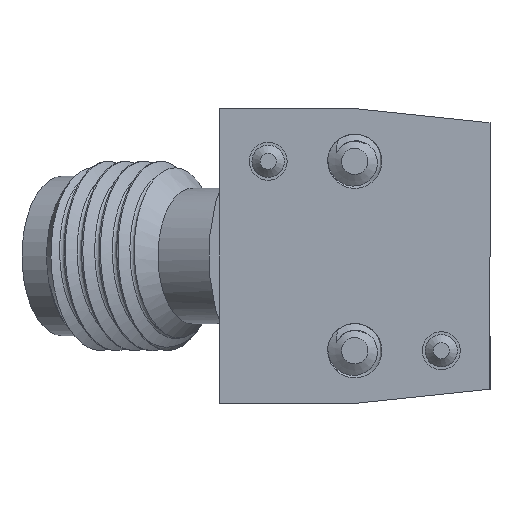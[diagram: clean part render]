
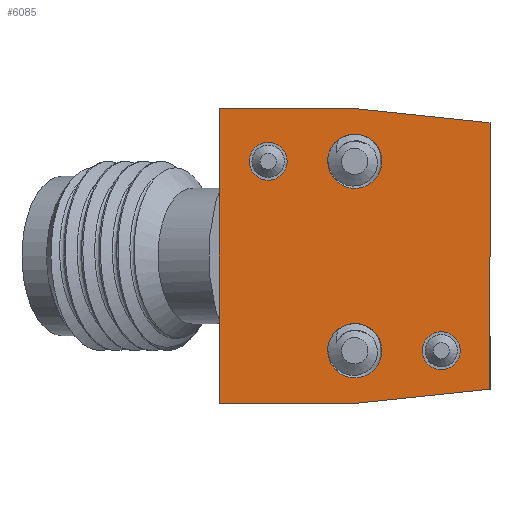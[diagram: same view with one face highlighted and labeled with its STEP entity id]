
A CAD part, front view. The second image highlights one B-rep face of the part: STEP entity #6085.
In plain terms, the highlighted planar face has unit normal (0, -1, 0).
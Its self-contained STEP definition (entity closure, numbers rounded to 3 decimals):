
#14 = CARTESIAN_POINT ( 'NONE',  ( 0., 0., -5.45 ) ) ;
#25 = ORIENTED_EDGE ( 'NONE', *, *, #600, .T. ) ;
#115 = DIRECTION ( 'NONE',  ( -1., 0., 0. ) ) ;
#141 = VECTOR ( 'NONE', #983, 1000. ) ;
#180 = EDGE_CURVE ( 'NONE', #6581, #7043, #7541, .T. ) ;
#307 = VERTEX_POINT ( 'NONE', #3699 ) ;
#373 = LINE ( 'NONE', #772, #554 ) ;
#554 = VECTOR ( 'NONE', #115, 1000. ) ;
#559 = ORIENTED_EDGE ( 'NONE', *, *, #1774, .F. ) ;
#587 = VECTOR ( 'NONE', #6605, 1000. ) ;
#600 = EDGE_CURVE ( 'NONE', #6295, #6295, #7923, .T. ) ;
#644 = AXIS2_PLACEMENT_3D ( 'NONE', #2844, #7065, #1963 ) ;
#758 = DIRECTION ( 'NONE',  ( 0., 0., -1. ) ) ;
#769 = DIRECTION ( 'NONE',  ( 0., -1., 0. ) ) ;
#772 = CARTESIAN_POINT ( 'NONE',  ( 0., 0., -5.45 ) ) ;
#983 = DIRECTION ( 'NONE',  ( 1., 0., 0. ) ) ;
#999 = ORIENTED_EDGE ( 'NONE', *, *, #5468, .F. ) ;
#1181 = CARTESIAN_POINT ( 'NONE',  ( 5., 0., -4.924 ) ) ;
#1282 = CARTESIAN_POINT ( 'NONE',  ( 5., 0., 4.924 ) ) ;
#1324 = CARTESIAN_POINT ( 'NONE',  ( 0., 0., -3.5 ) ) ;
#1548 = DIRECTION ( 'NONE',  ( 0., -1., 0. ) ) ;
#1616 = ORIENTED_EDGE ( 'NONE', *, *, #180, .F. ) ;
#1774 = EDGE_CURVE ( 'NONE', #8041, #4278, #373, .T. ) ;
#1963 = DIRECTION ( 'NONE',  ( 0., 0., 1. ) ) ;
#2104 = CARTESIAN_POINT ( 'NONE',  ( 0., 0., 0. ) ) ;
#2232 = CIRCLE ( 'NONE', #8029, 1. ) ;
#2291 = FACE_BOUND ( 'NONE', #3442, .T. ) ;
#2399 = EDGE_LOOP ( 'NONE', ( #25 ) ) ;
#2625 = DIRECTION ( 'NONE',  ( 0., 1., 0. ) ) ;
#2645 = CARTESIAN_POINT ( 'NONE',  ( 5., 0., 4.924 ) ) ;
#2791 = FACE_BOUND ( 'NONE', #5217, .T. ) ;
#2821 = EDGE_CURVE ( 'NONE', #307, #307, #3669, .T. ) ;
#2844 = CARTESIAN_POINT ( 'NONE',  ( -3.2, 0., 3.5 ) ) ;
#2906 = ORIENTED_EDGE ( 'NONE', *, *, #6094, .F. ) ;
#3004 = CARTESIAN_POINT ( 'NONE',  ( 0., 0., 2.5 ) ) ;
#3157 = CARTESIAN_POINT ( 'NONE',  ( -5., 0., 5.45 ) ) ;
#3314 = DIRECTION ( 'NONE',  ( 0.995, 0., -0.105 ) ) ;
#3367 = DIRECTION ( 'NONE',  ( 0., 0., 1. ) ) ;
#3442 = EDGE_LOOP ( 'NONE', ( #6892 ) ) ;
#3669 = CIRCLE ( 'NONE', #7520, 0.7 ) ;
#3699 = CARTESIAN_POINT ( 'NONE',  ( 3.2, 0., -2.8 ) ) ;
#3762 = CARTESIAN_POINT ( 'NONE',  ( 0., 0., 5.45 ) ) ;
#3889 = EDGE_CURVE ( 'NONE', #4278, #4034, #7154, .T. ) ;
#3974 = EDGE_CURVE ( 'NONE', #7322, #7322, #2232, .T. ) ;
#4034 = VERTEX_POINT ( 'NONE', #3157 ) ;
#4198 = DIRECTION ( 'NONE',  ( -0.995, 0., -0.105 ) ) ;
#4243 = LINE ( 'NONE', #14, #6055 ) ;
#4272 = DIRECTION ( 'NONE',  ( 0., 1., 0. ) ) ;
#4278 = VERTEX_POINT ( 'NONE', #9024 ) ;
#4316 = CARTESIAN_POINT ( 'NONE',  ( 5., 0., -4.924 ) ) ;
#4366 = DIRECTION ( 'NONE',  ( 0., 0., 1. ) ) ;
#4408 = EDGE_LOOP ( 'NONE', ( #559, #4760, #2906, #1616, #999, #7092 ) ) ;
#4470 = EDGE_CURVE ( 'NONE', #5235, #8041, #4243, .T. ) ;
#4760 = ORIENTED_EDGE ( 'NONE', *, *, #4470, .F. ) ;
#4892 = VECTOR ( 'NONE', #758, 1000. ) ;
#5217 = EDGE_LOOP ( 'NONE', ( #7399 ) ) ;
#5235 = VERTEX_POINT ( 'NONE', #1181 ) ;
#5365 = AXIS2_PLACEMENT_3D ( 'NONE', #2104, #4272, #4366 ) ;
#5445 = VERTEX_POINT ( 'NONE', #9040 ) ;
#5468 = EDGE_CURVE ( 'NONE', #4034, #6581, #8792, .T. ) ;
#5621 = FACE_OUTER_BOUND ( 'NONE', #4408, .T. ) ;
#6055 = VECTOR ( 'NONE', #4198, 1000. ) ;
#6085 = ADVANCED_FACE ( 'NONE', ( #2291, #7207, #2791, #5621, #7775 ), #8472, .F. ) ;
#6094 = EDGE_CURVE ( 'NONE', #7043, #5235, #7067, .T. ) ;
#6295 = VERTEX_POINT ( 'NONE', #9191 ) ;
#6581 = VERTEX_POINT ( 'NONE', #8594 ) ;
#6605 = DIRECTION ( 'NONE',  ( 0., 0., 1. ) ) ;
#6614 = EDGE_LOOP ( 'NONE', ( #8492 ) ) ;
#6726 = CIRCLE ( 'NONE', #6865, 1. ) ;
#6865 = AXIS2_PLACEMENT_3D ( 'NONE', #1324, #769, #6975 ) ;
#6892 = ORIENTED_EDGE ( 'NONE', *, *, #2821, .T. ) ;
#6975 = DIRECTION ( 'NONE',  ( 0., 0., -1. ) ) ;
#7043 = VERTEX_POINT ( 'NONE', #2645 ) ;
#7065 = DIRECTION ( 'NONE',  ( 0., 1., 0. ) ) ;
#7067 = LINE ( 'NONE', #4316, #4892 ) ;
#7092 = ORIENTED_EDGE ( 'NONE', *, *, #3889, .F. ) ;
#7154 = LINE ( 'NONE', #7298, #587 ) ;
#7204 = DIRECTION ( 'NONE',  ( 0., 0., -1. ) ) ;
#7207 = FACE_BOUND ( 'NONE', #2399, .T. ) ;
#7298 = CARTESIAN_POINT ( 'NONE',  ( -5., 0., -5.45 ) ) ;
#7322 = VERTEX_POINT ( 'NONE', #3004 ) ;
#7399 = ORIENTED_EDGE ( 'NONE', *, *, #8444, .F. ) ;
#7441 = VECTOR ( 'NONE', #3314, 1000. ) ;
#7520 = AXIS2_PLACEMENT_3D ( 'NONE', #9004, #2625, #3367 ) ;
#7541 = LINE ( 'NONE', #1282, #7441 ) ;
#7775 = FACE_BOUND ( 'NONE', #6614, .T. ) ;
#7906 = CARTESIAN_POINT ( 'NONE',  ( 0., 0., 3.5 ) ) ;
#7923 = CIRCLE ( 'NONE', #644, 0.7 ) ;
#8029 = AXIS2_PLACEMENT_3D ( 'NONE', #7906, #1548, #7204 ) ;
#8041 = VERTEX_POINT ( 'NONE', #8769 ) ;
#8444 = EDGE_CURVE ( 'NONE', #5445, #5445, #6726, .T. ) ;
#8472 = PLANE ( 'NONE',  #5365 ) ;
#8492 = ORIENTED_EDGE ( 'NONE', *, *, #3974, .F. ) ;
#8594 = CARTESIAN_POINT ( 'NONE',  ( 0., 0., 5.45 ) ) ;
#8769 = CARTESIAN_POINT ( 'NONE',  ( 0., 0., -5.45 ) ) ;
#8792 = LINE ( 'NONE', #3762, #141 ) ;
#9004 = CARTESIAN_POINT ( 'NONE',  ( 3.2, 0., -3.5 ) ) ;
#9024 = CARTESIAN_POINT ( 'NONE',  ( -5., 0., -5.45 ) ) ;
#9040 = CARTESIAN_POINT ( 'NONE',  ( 0., 0., -4.5 ) ) ;
#9191 = CARTESIAN_POINT ( 'NONE',  ( -3.2, 0., 4.2 ) ) ;
